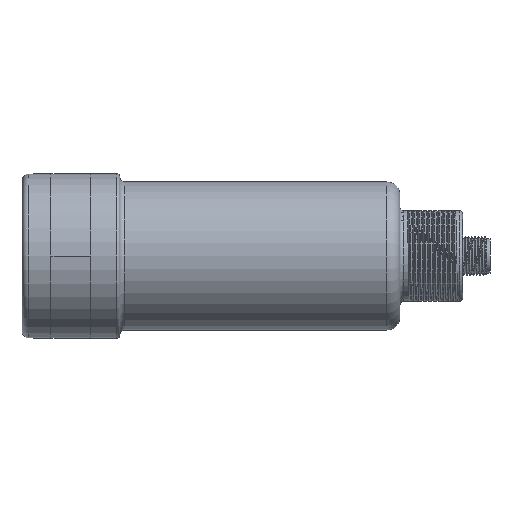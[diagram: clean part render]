
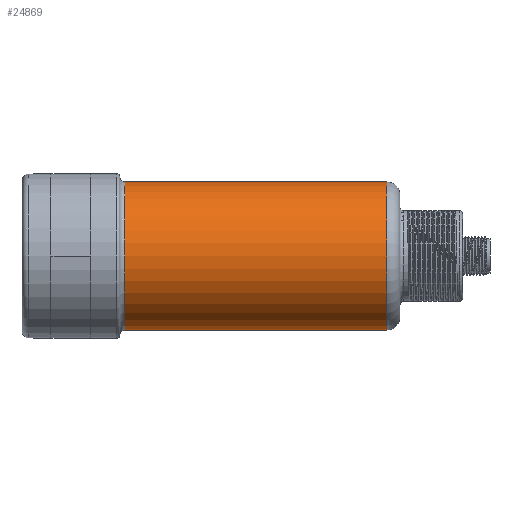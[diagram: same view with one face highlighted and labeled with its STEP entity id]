
A CAD part, left-side view. The second image highlights one B-rep face of the part: STEP entity #24869.
In plain terms, the highlighted cylindrical face has radius 22.5 mm (diameter 45 mm), a partial arc.
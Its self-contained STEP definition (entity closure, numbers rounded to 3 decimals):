
#3976=DIRECTION('',(0.,-1.,0.));
#3977=VECTOR('',#3976,79.6);
#3978=CARTESIAN_POINT('',(0.,79.6,-22.5));
#3979=LINE('',#3978,#3977);
#3980=CARTESIAN_POINT('',(0.,79.6,0.));
#3981=DIRECTION('',(0.,1.,0.));
#3982=DIRECTION('',(0.,0.,-1.));
#3983=AXIS2_PLACEMENT_3D('',#3980,#3981,#3982);
#3985=DIRECTION('',(0.,-1.,0.));
#3986=VECTOR('',#3985,79.6);
#3987=CARTESIAN_POINT('',(0.,79.6,22.5));
#3988=LINE('',#3987,#3986);
#3994=CARTESIAN_POINT('',(0.,0.,0.));
#3995=DIRECTION('',(0.,1.,0.));
#3996=DIRECTION('',(0.,0.,-1.));
#3997=AXIS2_PLACEMENT_3D('',#3994,#3995,#3996);
#20643=CARTESIAN_POINT('',(0.,79.6,-22.5));
#20644=CARTESIAN_POINT('',(0.,0.,-22.5));
#20645=VERTEX_POINT('',#20643);
#20646=VERTEX_POINT('',#20644);
#20649=CARTESIAN_POINT('',(0.,79.6,22.5));
#20650=CARTESIAN_POINT('',(0.,0.,22.5));
#20651=VERTEX_POINT('',#20649);
#20652=VERTEX_POINT('',#20650);
#24857=CARTESIAN_POINT('',(0.,86.405,0.));
#24858=DIRECTION('',(0.,-1.,0.));
#24859=DIRECTION('',(0.,0.,1.));
#24860=AXIS2_PLACEMENT_3D('',#24857,#24858,#24859);
#24861=CYLINDRICAL_SURFACE('',#24860,22.5);
#24862=ORIENTED_EDGE('',*,*,#24847,.F.);
#24863=ORIENTED_EDGE('',*,*,#24824,.T.);
#24864=ORIENTED_EDGE('',*,*,#24851,.T.);
#24866=ORIENTED_EDGE('',*,*,#24865,.F.);
#24867=EDGE_LOOP('',(#24862,#24863,#24864,#24866));
#24868=FACE_OUTER_BOUND('',#24867,.F.);
#24869=ADVANCED_FACE('',(#24868),#24861,.T.);
#3984=CIRCLE('',#3983,22.5);
#3998=CIRCLE('',#3997,22.5);
#24824=EDGE_CURVE('',#20645,#20651,#3984,.T.);
#24847=EDGE_CURVE('',#20645,#20646,#3979,.T.);
#24851=EDGE_CURVE('',#20651,#20652,#3988,.T.);
#24865=EDGE_CURVE('',#20646,#20652,#3998,.T.);
